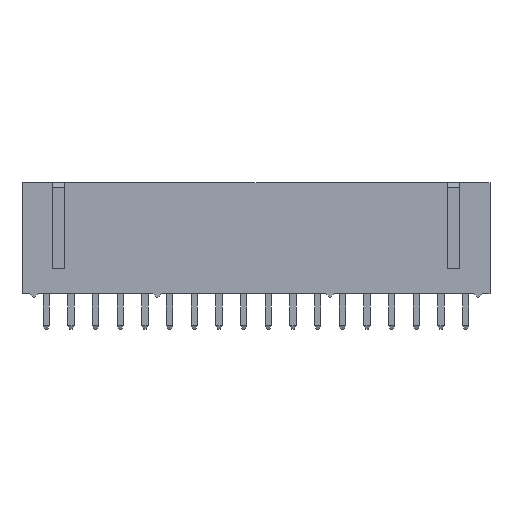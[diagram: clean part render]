
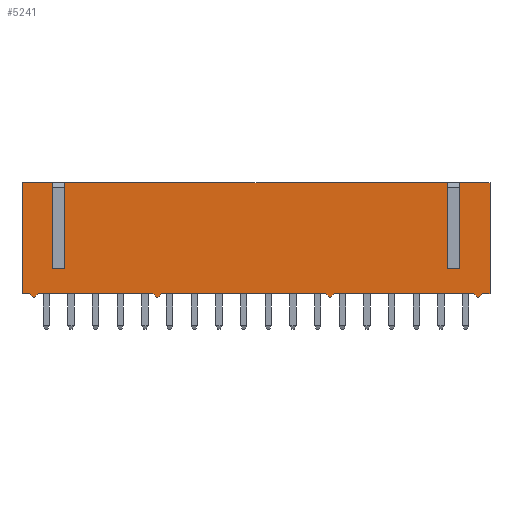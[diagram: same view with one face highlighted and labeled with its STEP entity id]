
A CAD part, front view. The second image highlights one B-rep face of the part: STEP entity #5241.
In plain terms, the highlighted planar face has unit normal (0, -1, 0).
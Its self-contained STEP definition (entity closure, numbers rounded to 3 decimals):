
#9=DIRECTION('',(1.,0.,0.));
#10=VECTOR('',#9,3.135);
#11=CARTESIAN_POINT('',(-24.09,-2.55,0.));
#12=LINE('',#11,#10);
#73=DIRECTION('',(1.,0.,0.));
#74=VECTOR('',#73,3.135);
#75=CARTESIAN_POINT('',(20.955,-2.55,0.));
#76=LINE('',#75,#74);
#121=DIRECTION('',(1.,0.,0.));
#122=VECTOR('',#121,39.37);
#123=CARTESIAN_POINT('',(-19.685,-2.55,0.));
#124=LINE('',#123,#122);
#233=DIRECTION('',(-0.707,0.,-0.707));
#234=VECTOR('',#233,0.537);
#235=CARTESIAN_POINT('',(-22.415,-2.55,-11.43));
#236=LINE('',#235,#234);
#237=DIRECTION('',(-1.,0.,0.));
#238=VECTOR('',#237,0.13);
#239=CARTESIAN_POINT('',(-22.795,-2.55,-11.81));
#240=LINE('',#239,#238);
#241=DIRECTION('',(-0.707,0.,0.707));
#242=VECTOR('',#241,0.537);
#243=CARTESIAN_POINT('',(-22.925,-2.55,-11.81));
#244=LINE('',#243,#242);
#245=DIRECTION('',(0.,0.,-1.));
#246=VECTOR('',#245,11.43);
#247=CARTESIAN_POINT('',(-24.09,-2.55,0.));
#248=LINE('',#247,#246);
#249=DIRECTION('',(0.,0.,-1.));
#250=VECTOR('',#249,8.89);
#251=CARTESIAN_POINT('',(-20.955,-2.55,0.));
#252=LINE('',#251,#250);
#253=DIRECTION('',(1.,0.,0.));
#254=VECTOR('',#253,1.27);
#255=CARTESIAN_POINT('',(-20.955,-2.55,-8.89));
#256=LINE('',#255,#254);
#257=DIRECTION('',(0.,0.,-1.));
#258=VECTOR('',#257,8.89);
#259=CARTESIAN_POINT('',(-19.685,-2.55,0.));
#260=LINE('',#259,#258);
#261=DIRECTION('',(0.,0.,-1.));
#262=VECTOR('',#261,8.89);
#263=CARTESIAN_POINT('',(19.685,-2.55,0.));
#264=LINE('',#263,#262);
#265=DIRECTION('',(1.,0.,0.));
#266=VECTOR('',#265,1.27);
#267=CARTESIAN_POINT('',(19.685,-2.55,-8.89));
#268=LINE('',#267,#266);
#269=DIRECTION('',(0.,0.,-1.));
#270=VECTOR('',#269,8.89);
#271=CARTESIAN_POINT('',(20.955,-2.55,0.));
#272=LINE('',#271,#270);
#273=DIRECTION('',(-0.707,0.,-0.707));
#274=VECTOR('',#273,0.537);
#275=CARTESIAN_POINT('',(23.305,-2.55,-11.43));
#276=LINE('',#275,#274);
#277=DIRECTION('',(-1.,0.,0.));
#278=VECTOR('',#277,0.13);
#279=CARTESIAN_POINT('',(22.925,-2.55,-11.81));
#280=LINE('',#279,#278);
#281=DIRECTION('',(-0.707,0.,0.707));
#282=VECTOR('',#281,0.537);
#283=CARTESIAN_POINT('',(22.795,-2.55,-11.81));
#284=LINE('',#283,#282);
#285=DIRECTION('',(-0.707,0.,-0.707));
#286=VECTOR('',#285,0.537);
#287=CARTESIAN_POINT('',(8.065,-2.55,-11.43));
#288=LINE('',#287,#286);
#289=DIRECTION('',(-1.,0.,0.));
#290=VECTOR('',#289,0.13);
#291=CARTESIAN_POINT('',(7.685,-2.55,-11.81));
#292=LINE('',#291,#290);
#293=DIRECTION('',(-0.707,0.,0.707));
#294=VECTOR('',#293,0.537);
#295=CARTESIAN_POINT('',(7.555,-2.55,-11.81));
#296=LINE('',#295,#294);
#297=DIRECTION('',(-0.707,0.,-0.707));
#298=VECTOR('',#297,0.537);
#299=CARTESIAN_POINT('',(-9.715,-2.55,-11.43));
#300=LINE('',#299,#298);
#301=DIRECTION('',(-1.,0.,0.));
#302=VECTOR('',#301,0.13);
#303=CARTESIAN_POINT('',(-10.095,-2.55,-11.81));
#304=LINE('',#303,#302);
#305=DIRECTION('',(-0.707,0.,0.707));
#306=VECTOR('',#305,0.537);
#307=CARTESIAN_POINT('',(-10.225,-2.55,-11.81));
#308=LINE('',#307,#306);
#313=DIRECTION('',(1.,0.,0.));
#314=VECTOR('',#313,0.785);
#315=CARTESIAN_POINT('',(23.305,-2.55,-11.43));
#316=LINE('',#315,#314);
#345=DIRECTION('',(1.,0.,0.));
#346=VECTOR('',#345,14.35);
#347=CARTESIAN_POINT('',(8.065,-2.55,-11.43));
#348=LINE('',#347,#346);
#361=DIRECTION('',(1.,0.,0.));
#362=VECTOR('',#361,16.89);
#363=CARTESIAN_POINT('',(-9.715,-2.55,-11.43));
#364=LINE('',#363,#362);
#377=DIRECTION('',(1.,0.,0.));
#378=VECTOR('',#377,11.81);
#379=CARTESIAN_POINT('',(-22.415,-2.55,-11.43));
#380=LINE('',#379,#378);
#417=DIRECTION('',(1.,0.,0.));
#418=VECTOR('',#417,0.785);
#419=CARTESIAN_POINT('',(-24.09,-2.55,-11.43));
#420=LINE('',#419,#418);
#857=DIRECTION('',(0.,0.,-1.));
#858=VECTOR('',#857,11.43);
#859=CARTESIAN_POINT('',(24.09,-2.55,0.));
#860=LINE('',#859,#858);
#3722=CARTESIAN_POINT('',(-24.09,-2.55,0.));
#3724=VERTEX_POINT('',#3722);
#3730=CARTESIAN_POINT('',(-24.09,-2.55,-11.43));
#3732=VERTEX_POINT('',#3730);
#3745=CARTESIAN_POINT('',(24.09,-2.55,0.));
#3747=VERTEX_POINT('',#3745);
#3761=CARTESIAN_POINT('',(24.09,-2.55,-11.43));
#3763=VERTEX_POINT('',#3761);
#3809=CARTESIAN_POINT('',(-20.955,-2.55,-8.89));
#3810=CARTESIAN_POINT('',(-19.685,-2.55,-8.89));
#3811=VERTEX_POINT('',#3809);
#3812=VERTEX_POINT('',#3810);
#3813=CARTESIAN_POINT('',(19.685,-2.55,-8.89));
#3814=CARTESIAN_POINT('',(20.955,-2.55,-8.89));
#3815=VERTEX_POINT('',#3813);
#3816=VERTEX_POINT('',#3814);
#3817=CARTESIAN_POINT('',(-20.955,-2.55,0.));
#3818=VERTEX_POINT('',#3817);
#3819=CARTESIAN_POINT('',(-19.685,-2.55,0.));
#3820=VERTEX_POINT('',#3819);
#3821=CARTESIAN_POINT('',(19.685,-2.55,0.));
#3822=VERTEX_POINT('',#3821);
#3823=CARTESIAN_POINT('',(20.955,-2.55,0.));
#3824=VERTEX_POINT('',#3823);
#3921=CARTESIAN_POINT('',(22.925,-2.55,-11.81));
#3922=CARTESIAN_POINT('',(22.795,-2.55,-11.81));
#3923=VERTEX_POINT('',#3921);
#3924=VERTEX_POINT('',#3922);
#3925=CARTESIAN_POINT('',(23.305,-2.55,-11.43));
#3927=VERTEX_POINT('',#3925);
#3929=CARTESIAN_POINT('',(22.415,-2.55,-11.43));
#3931=VERTEX_POINT('',#3929);
#3937=CARTESIAN_POINT('',(7.685,-2.55,-11.81));
#3938=CARTESIAN_POINT('',(7.555,-2.55,-11.81));
#3939=VERTEX_POINT('',#3937);
#3940=VERTEX_POINT('',#3938);
#3945=CARTESIAN_POINT('',(8.065,-2.55,-11.43));
#3946=VERTEX_POINT('',#3945);
#3947=CARTESIAN_POINT('',(7.175,-2.55,-11.43));
#3948=VERTEX_POINT('',#3947);
#3953=CARTESIAN_POINT('',(-10.095,-2.55,-11.81));
#3954=CARTESIAN_POINT('',(-10.225,-2.55,-11.81));
#3955=VERTEX_POINT('',#3953);
#3956=VERTEX_POINT('',#3954);
#3961=CARTESIAN_POINT('',(-9.715,-2.55,-11.43));
#3962=VERTEX_POINT('',#3961);
#3963=CARTESIAN_POINT('',(-10.605,-2.55,-11.43));
#3964=VERTEX_POINT('',#3963);
#3969=CARTESIAN_POINT('',(-22.795,-2.55,-11.81));
#3970=CARTESIAN_POINT('',(-22.925,-2.55,-11.81));
#3971=VERTEX_POINT('',#3969);
#3972=VERTEX_POINT('',#3970);
#3977=CARTESIAN_POINT('',(-22.415,-2.55,-11.43));
#3978=VERTEX_POINT('',#3977);
#3979=CARTESIAN_POINT('',(-23.305,-2.55,-11.43));
#3980=VERTEX_POINT('',#3979);
#5183=CARTESIAN_POINT('',(-24.09,-2.55,0.));
#5184=DIRECTION('',(0.,-1.,0.));
#5185=DIRECTION('',(1.,0.,0.));
#5186=AXIS2_PLACEMENT_3D('',#5183,#5184,#5185);
#5187=PLANE('',#5186);
#5189=ORIENTED_EDGE('',*,*,#5188,.F.);
#5191=ORIENTED_EDGE('',*,*,#5190,.T.);
#5193=ORIENTED_EDGE('',*,*,#5192,.T.);
#5195=ORIENTED_EDGE('',*,*,#5194,.T.);
#5197=ORIENTED_EDGE('',*,*,#5196,.F.);
#5199=ORIENTED_EDGE('',*,*,#5198,.F.);
#5200=ORIENTED_EDGE('',*,*,#4866,.T.);
#5201=ORIENTED_EDGE('',*,*,#4962,.T.);
#5203=ORIENTED_EDGE('',*,*,#5202,.T.);
#5205=ORIENTED_EDGE('',*,*,#5204,.F.);
#5206=ORIENTED_EDGE('',*,*,#4930,.T.);
#5208=ORIENTED_EDGE('',*,*,#5207,.T.);
#5210=ORIENTED_EDGE('',*,*,#5209,.T.);
#5211=ORIENTED_EDGE('',*,*,#5174,.F.);
#5212=ORIENTED_EDGE('',*,*,#4898,.T.);
#5214=ORIENTED_EDGE('',*,*,#5213,.T.);
#5216=ORIENTED_EDGE('',*,*,#5215,.F.);
#5218=ORIENTED_EDGE('',*,*,#5217,.T.);
#5220=ORIENTED_EDGE('',*,*,#5219,.T.);
#5222=ORIENTED_EDGE('',*,*,#5221,.T.);
#5224=ORIENTED_EDGE('',*,*,#5223,.F.);
#5226=ORIENTED_EDGE('',*,*,#5225,.T.);
#5228=ORIENTED_EDGE('',*,*,#5227,.T.);
#5230=ORIENTED_EDGE('',*,*,#5229,.T.);
#5232=ORIENTED_EDGE('',*,*,#5231,.F.);
#5234=ORIENTED_EDGE('',*,*,#5233,.T.);
#5236=ORIENTED_EDGE('',*,*,#5235,.T.);
#5238=ORIENTED_EDGE('',*,*,#5237,.T.);
#5239=EDGE_LOOP('',(#5189,#5191,#5193,#5195,#5197,#5199,#5200,#5201,#5203,#5205,
#5206,#5208,#5210,#5211,#5212,#5214,#5216,#5218,#5220,#5222,#5224,#5226,#5228,
#5230,#5232,#5234,#5236,#5238));
#5240=FACE_OUTER_BOUND('',#5239,.F.);
#5241=ADVANCED_FACE('',(#5240),#5187,.T.);
#4866=EDGE_CURVE('',#3724,#3818,#12,.T.);
#4898=EDGE_CURVE('',#3824,#3747,#76,.T.);
#4930=EDGE_CURVE('',#3820,#3822,#124,.T.);
#4962=EDGE_CURVE('',#3818,#3811,#252,.T.);
#5174=EDGE_CURVE('',#3824,#3816,#272,.T.);
#5188=EDGE_CURVE('',#3978,#3964,#380,.T.);
#5190=EDGE_CURVE('',#3978,#3971,#236,.T.);
#5192=EDGE_CURVE('',#3971,#3972,#240,.T.);
#5194=EDGE_CURVE('',#3972,#3980,#244,.T.);
#5196=EDGE_CURVE('',#3732,#3980,#420,.T.);
#5198=EDGE_CURVE('',#3724,#3732,#248,.T.);
#5202=EDGE_CURVE('',#3811,#3812,#256,.T.);
#5204=EDGE_CURVE('',#3820,#3812,#260,.T.);
#5207=EDGE_CURVE('',#3822,#3815,#264,.T.);
#5209=EDGE_CURVE('',#3815,#3816,#268,.T.);
#5213=EDGE_CURVE('',#3747,#3763,#860,.T.);
#5215=EDGE_CURVE('',#3927,#3763,#316,.T.);
#5217=EDGE_CURVE('',#3927,#3923,#276,.T.);
#5219=EDGE_CURVE('',#3923,#3924,#280,.T.);
#5221=EDGE_CURVE('',#3924,#3931,#284,.T.);
#5223=EDGE_CURVE('',#3946,#3931,#348,.T.);
#5225=EDGE_CURVE('',#3946,#3939,#288,.T.);
#5227=EDGE_CURVE('',#3939,#3940,#292,.T.);
#5229=EDGE_CURVE('',#3940,#3948,#296,.T.);
#5231=EDGE_CURVE('',#3962,#3948,#364,.T.);
#5233=EDGE_CURVE('',#3962,#3955,#300,.T.);
#5235=EDGE_CURVE('',#3955,#3956,#304,.T.);
#5237=EDGE_CURVE('',#3956,#3964,#308,.T.);
